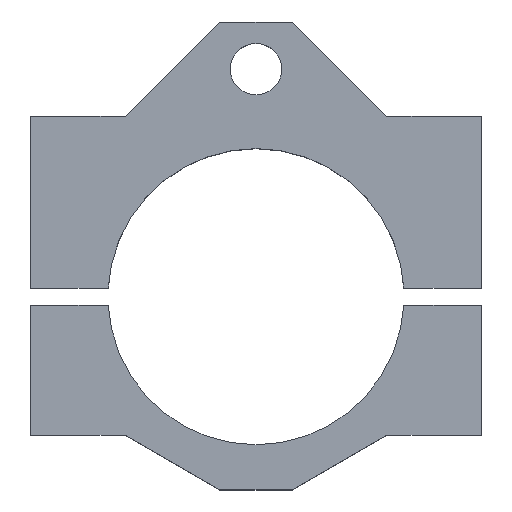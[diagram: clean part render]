
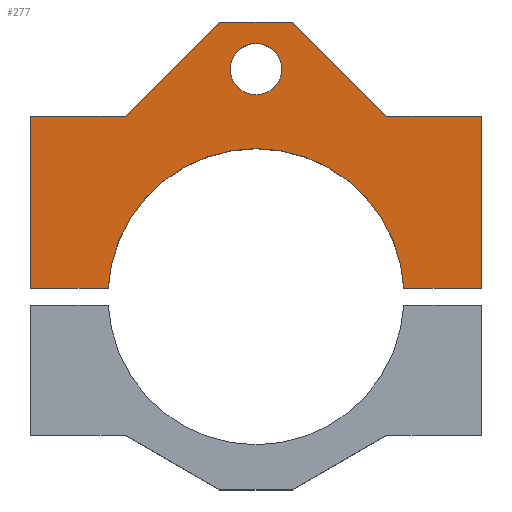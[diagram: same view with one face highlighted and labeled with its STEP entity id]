
A CAD part, top view. The second image highlights one B-rep face of the part: STEP entity #277.
In plain terms, the highlighted planar face has unit normal (0, 0, 1).
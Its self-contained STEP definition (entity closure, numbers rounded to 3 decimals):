
#33 = CARTESIAN_POINT ( 'NONE',  ( 0., 53., 15. ) ) ;
#39 = AXIS2_PLACEMENT_3D ( 'NONE', #33, #515, #808 ) ;
#43 = ORIENTED_EDGE ( 'NONE', *, *, #121, .T. ) ;
#79 = ORIENTED_EDGE ( 'NONE', *, *, #895, .F. ) ;
#80 = DIRECTION ( 'NONE',  ( 0., 0., 1. ) ) ;
#97 = CARTESIAN_POINT ( 'NONE',  ( -34.442, 2., 15. ) ) ;
#117 = VECTOR ( 'NONE', #533, 1000. ) ;
#121 = EDGE_CURVE ( 'NONE', #669, #643, #832, .T. ) ;
#133 = LINE ( 'NONE', #1021, #1231 ) ;
#134 = EDGE_CURVE ( 'NONE', #893, #1076, #1110, .T. ) ;
#155 = DIRECTION ( 'NONE',  ( 1., 0., 0. ) ) ;
#158 = ORIENTED_EDGE ( 'NONE', *, *, #1158, .F. ) ;
#180 = PLANE ( 'NONE',  #273 ) ;
#182 = LINE ( 'NONE', #1123, #117 ) ;
#196 = CIRCLE ( 'NONE', #39, 6. ) ;
#199 = ORIENTED_EDGE ( 'NONE', *, *, #882, .F. ) ;
#200 = ORIENTED_EDGE ( 'NONE', *, *, #257, .F. ) ;
#215 = VERTEX_POINT ( 'NONE', #1126 ) ;
#217 = ORIENTED_EDGE ( 'NONE', *, *, #1015, .F. ) ;
#224 = VERTEX_POINT ( 'NONE', #741 ) ;
#244 = DIRECTION ( 'NONE',  ( 0., 0., 1. ) ) ;
#257 = EDGE_CURVE ( 'NONE', #284, #1154, #1214, .T. ) ;
#261 = EDGE_CURVE ( 'NONE', #284, #312, #904, .T. ) ;
#269 = LINE ( 'NONE', #884, #992 ) ;
#273 = AXIS2_PLACEMENT_3D ( 'NONE', #1257, #80, #460 ) ;
#277 = ADVANCED_FACE ( 'NONE', ( #420, #367 ), #180, .T. ) ;
#284 = VERTEX_POINT ( 'NONE', #475 ) ;
#312 = VERTEX_POINT ( 'NONE', #705 ) ;
#317 = CARTESIAN_POINT ( 'NONE',  ( 30.5, 42., 15. ) ) ;
#323 = ORIENTED_EDGE ( 'NONE', *, *, #910, .F. ) ;
#328 = DIRECTION ( 'NONE',  ( 0., -1., 0. ) ) ;
#330 = VERTEX_POINT ( 'NONE', #615 ) ;
#340 = CARTESIAN_POINT ( 'NONE',  ( 0., 42., 15. ) ) ;
#367 = FACE_BOUND ( 'NONE', #424, .T. ) ;
#376 = VERTEX_POINT ( 'NONE', #517 ) ;
#420 = FACE_OUTER_BOUND ( 'NONE', #1170, .T. ) ;
#424 = EDGE_LOOP ( 'NONE', ( #558, #1177 ) ) ;
#445 = CARTESIAN_POINT ( 'NONE',  ( 0., 42., 15. ) ) ;
#460 = DIRECTION ( 'NONE',  ( 1., 0., 0. ) ) ;
#475 = CARTESIAN_POINT ( 'NONE',  ( 34.442, 2., 15. ) ) ;
#515 = DIRECTION ( 'NONE',  ( 0., 0., 1. ) ) ;
#517 = CARTESIAN_POINT ( 'NONE',  ( 8.5, 64., 15. ) ) ;
#533 = DIRECTION ( 'NONE',  ( 1., 0., 0. ) ) ;
#539 = CARTESIAN_POINT ( 'NONE',  ( 52.5, 0., 15. ) ) ;
#558 = ORIENTED_EDGE ( 'NONE', *, *, #700, .F. ) ;
#564 = VECTOR ( 'NONE', #328, 1000. ) ;
#615 = CARTESIAN_POINT ( 'NONE',  ( -30.5, 42., 15. ) ) ;
#619 = ORIENTED_EDGE ( 'NONE', *, *, #261, .T. ) ;
#638 = EDGE_CURVE ( 'NONE', #643, #1154, #689, .T. ) ;
#643 = VERTEX_POINT ( 'NONE', #896 ) ;
#648 = DIRECTION ( 'NONE',  ( 1., 0., 0. ) ) ;
#664 = CARTESIAN_POINT ( 'NONE',  ( -52.5, 42., 15. ) ) ;
#669 = VERTEX_POINT ( 'NONE', #664 ) ;
#675 = VECTOR ( 'NONE', #864, 1000. ) ;
#689 = LINE ( 'NONE', #1071, #675 ) ;
#694 = ORIENTED_EDGE ( 'NONE', *, *, #638, .T. ) ;
#700 = EDGE_CURVE ( 'NONE', #1076, #893, #196, .T. ) ;
#705 = CARTESIAN_POINT ( 'NONE',  ( 52.5, 2., 15. ) ) ;
#728 = CARTESIAN_POINT ( 'NONE',  ( 0., 53., 15. ) ) ;
#729 = AXIS2_PLACEMENT_3D ( 'NONE', #1040, #244, #648 ) ;
#741 = CARTESIAN_POINT ( 'NONE',  ( -8.5, 64., 15. ) ) ;
#744 = VERTEX_POINT ( 'NONE', #317 ) ;
#747 = CARTESIAN_POINT ( 'NONE',  ( 0., 2., 15. ) ) ;
#799 = AXIS2_PLACEMENT_3D ( 'NONE', #728, #1008, #1209 ) ;
#808 = DIRECTION ( 'NONE',  ( 1., 0., 0. ) ) ;
#832 = LINE ( 'NONE', #1228, #564 ) ;
#852 = EDGE_CURVE ( 'NONE', #744, #215, #1245, .T. ) ;
#864 = DIRECTION ( 'NONE',  ( 1., 0., 0. ) ) ;
#877 = VECTOR ( 'NONE', #1124, 1000. ) ;
#882 = EDGE_CURVE ( 'NONE', #330, #224, #133, .T. ) ;
#884 = CARTESIAN_POINT ( 'NONE',  ( 36.25, 36.25, 15. ) ) ;
#893 = VERTEX_POINT ( 'NONE', #930 ) ;
#895 = EDGE_CURVE ( 'NONE', #215, #312, #1134, .T. ) ;
#896 = CARTESIAN_POINT ( 'NONE',  ( -52.5, 2., 15. ) ) ;
#904 = LINE ( 'NONE', #747, #1136 ) ;
#910 = EDGE_CURVE ( 'NONE', #224, #376, #182, .T. ) ;
#930 = CARTESIAN_POINT ( 'NONE',  ( 6., 53., 15. ) ) ;
#980 = LINE ( 'NONE', #445, #1276 ) ;
#992 = VECTOR ( 'NONE', #1065, 1000. ) ;
#1008 = DIRECTION ( 'NONE',  ( 0., 0., 1. ) ) ;
#1015 = EDGE_CURVE ( 'NONE', #669, #330, #980, .T. ) ;
#1021 = CARTESIAN_POINT ( 'NONE',  ( -36.25, 36.25, 15. ) ) ;
#1040 = CARTESIAN_POINT ( 'NONE',  ( 0., 0., 15. ) ) ;
#1065 = DIRECTION ( 'NONE',  ( 0.707, -0.707, 0. ) ) ;
#1071 = CARTESIAN_POINT ( 'NONE',  ( 0., 2., 15. ) ) ;
#1076 = VERTEX_POINT ( 'NONE', #1156 ) ;
#1110 = CIRCLE ( 'NONE', #799, 6. ) ;
#1123 = CARTESIAN_POINT ( 'NONE',  ( 0., 64., 15. ) ) ;
#1124 = DIRECTION ( 'NONE',  ( 0., -1., 0. ) ) ;
#1126 = CARTESIAN_POINT ( 'NONE',  ( 52.5, 42., 15. ) ) ;
#1130 = DIRECTION ( 'NONE',  ( 0.707, 0.707, 0. ) ) ;
#1134 = LINE ( 'NONE', #539, #877 ) ;
#1136 = VECTOR ( 'NONE', #155, 1000. ) ;
#1147 = ORIENTED_EDGE ( 'NONE', *, *, #852, .F. ) ;
#1154 = VERTEX_POINT ( 'NONE', #97 ) ;
#1156 = CARTESIAN_POINT ( 'NONE',  ( -6., 53., 15. ) ) ;
#1158 = EDGE_CURVE ( 'NONE', #376, #744, #269, .T. ) ;
#1170 = EDGE_LOOP ( 'NONE', ( #200, #619, #79, #1147, #158, #323, #199, #217, #43, #694 ) ) ;
#1177 = ORIENTED_EDGE ( 'NONE', *, *, #134, .F. ) ;
#1209 = DIRECTION ( 'NONE',  ( 1., 0., 0. ) ) ;
#1214 = CIRCLE ( 'NONE', #729, 34.5 ) ;
#1221 = DIRECTION ( 'NONE',  ( 1., 0., 0. ) ) ;
#1228 = CARTESIAN_POINT ( 'NONE',  ( -52.5, 0., 15. ) ) ;
#1231 = VECTOR ( 'NONE', #1130, 1000. ) ;
#1242 = DIRECTION ( 'NONE',  ( 1., 0., 0. ) ) ;
#1245 = LINE ( 'NONE', #340, #1277 ) ;
#1257 = CARTESIAN_POINT ( 'NONE',  ( 0., 0., 15. ) ) ;
#1276 = VECTOR ( 'NONE', #1242, 1000. ) ;
#1277 = VECTOR ( 'NONE', #1221, 1000. ) ;
